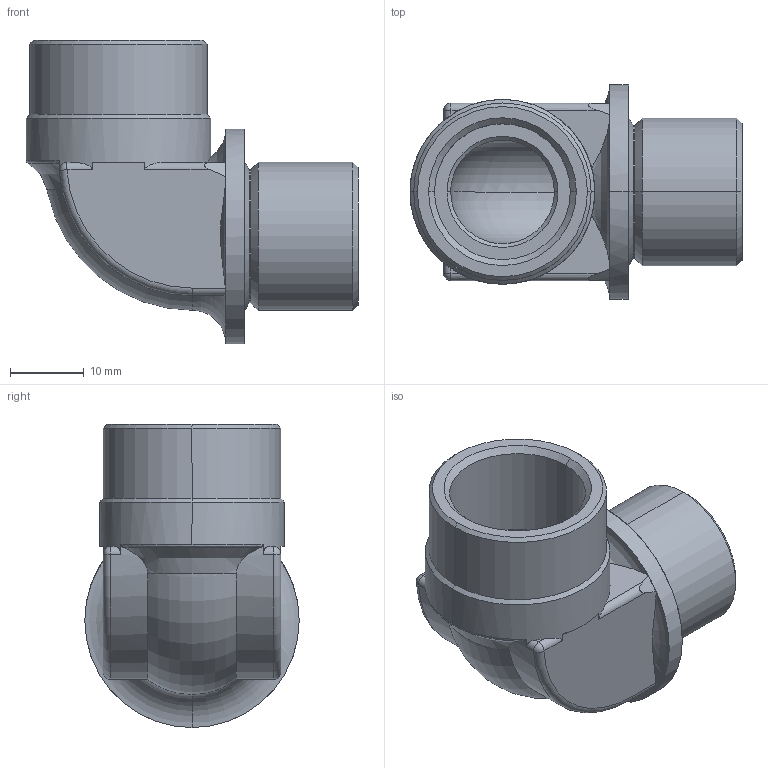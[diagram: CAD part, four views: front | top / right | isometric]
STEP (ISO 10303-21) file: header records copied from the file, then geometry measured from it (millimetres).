
FILE_DESCRIPTION (( 'STEP AP203' ), '1' );
FILE_NAME ('787DRM2M2.STEP', '2019-11-28T12:51:22', ( '' ), ( '' ), 'SwSTEP 2.0', 'SolidWorks 2017', '' );
FILE_SCHEMA (( 'CONFIG_CONTROL_DESIGN' ));
Length unit declared in the file: millimetre
Products named in the file (1): 787DRM2M2
Bounding box: 44.9 x 29 x 41 mm (x, y, z)
Volume: 12336.9 mm3; surface area: 7889.6 mm2
Topology: 1 solids, 1 shells, 96 faces, 219 edges, 127 vertices
Faces by surface type: cylinder 28, plane 22, cone 20, torus 18, bspline 6, sphere 2
Entity records: 3377 total; most frequent: CARTESIAN_POINT 1193, DIRECTION 454, ORIENTED_EDGE 434, EDGE_CURVE 217, AXIS2_PLACEMENT_3D 192, VERTEX_POINT 127, EDGE_LOOP 102, CIRCLE 101
